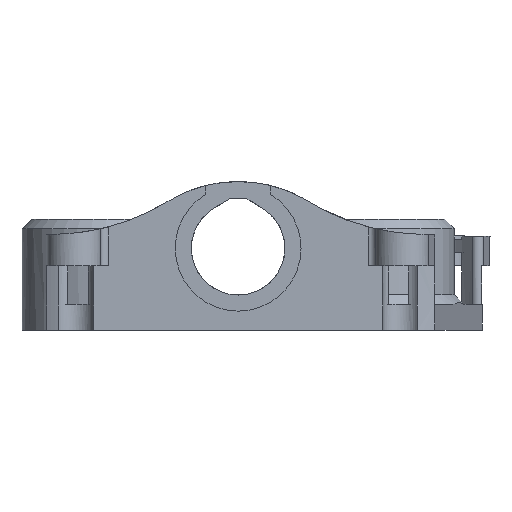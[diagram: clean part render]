
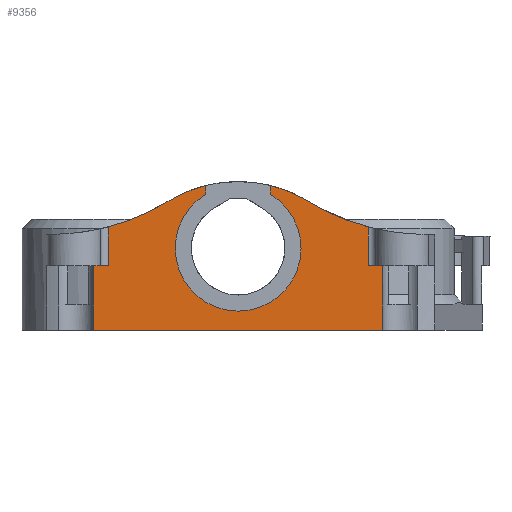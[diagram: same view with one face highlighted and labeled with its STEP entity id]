
A CAD part, front view. The second image highlights one B-rep face of the part: STEP entity #9356.
In plain terms, the highlighted planar face has unit normal (0, -1, 0).
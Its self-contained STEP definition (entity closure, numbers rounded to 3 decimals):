
#221=CIRCLE('',#9651,9.75);
#222=CIRCLE('',#9657,20.018);
#223=CIRCLE('',#9660,20.018);
#246=CIRCLE('',#9710,35.);
#247=CIRCLE('',#9723,35.);
#1691=FACE_OUTER_BOUND('',#2226,.T.);
#2226=EDGE_LOOP('',(#8552,#8553,#8554,#8555,#8556,#8557,#8558,#8559,#8560,
#8561,#8562,#8563,#8564,#8565));
#2696=LINE('',#18435,#3322);
#2822=LINE('',#20432,#3448);
#2827=LINE('',#20442,#3453);
#2868=LINE('',#20845,#3494);
#2869=LINE('',#20848,#3495);
#2870=LINE('',#20849,#3496);
#2871=LINE('',#20851,#3497);
#2872=LINE('',#20853,#3498);
#2873=LINE('',#20854,#3499);
#3322=VECTOR('',#10388,10.);
#3448=VECTOR('',#10840,10.);
#3453=VECTOR('',#10851,10.);
#3494=VECTOR('',#11046,10.);
#3495=VECTOR('',#11049,10.);
#3496=VECTOR('',#11050,10.);
#3497=VECTOR('',#11051,10.);
#3498=VECTOR('',#11052,10.);
#3499=VECTOR('',#11053,10.);
#4147=VERTEX_POINT('',#18432);
#4148=VERTEX_POINT('',#18434);
#4394=VERTEX_POINT('',#20430);
#4395=VERTEX_POINT('',#20431);
#4396=VERTEX_POINT('',#20436);
#4397=VERTEX_POINT('',#20440);
#4398=VERTEX_POINT('',#20451);
#4399=VERTEX_POINT('',#20458);
#4422=VERTEX_POINT('',#20617);
#4432=VERTEX_POINT('',#20791);
#4435=VERTEX_POINT('',#20843);
#4436=VERTEX_POINT('',#20847);
#4437=VERTEX_POINT('',#20850);
#4438=VERTEX_POINT('',#20852);
#5394=EDGE_CURVE('',#4148,#4147,#2696,.T.);
#5734=EDGE_CURVE('',#4394,#4395,#2822,.T.);
#5737=EDGE_CURVE('',#4396,#4394,#221,.T.);
#5740=EDGE_CURVE('',#4397,#4396,#2827,.T.);
#5745=EDGE_CURVE('',#4395,#4398,#222,.T.);
#5750=EDGE_CURVE('',#4399,#4397,#223,.T.);
#5804=EDGE_CURVE('',#4422,#4399,#246,.T.);
#5825=EDGE_CURVE('',#4398,#4432,#247,.T.);
#5833=EDGE_CURVE('',#4422,#4435,#2868,.T.);
#5834=EDGE_CURVE('',#4436,#4435,#2869,.T.);
#5835=EDGE_CURVE('',#4148,#4436,#2870,.T.);
#5836=EDGE_CURVE('',#4147,#4437,#2871,.T.);
#5837=EDGE_CURVE('',#4438,#4437,#2872,.T.);
#5838=EDGE_CURVE('',#4432,#4438,#2873,.T.);
#8552=ORIENTED_EDGE('',*,*,#5734,.F.);
#8553=ORIENTED_EDGE('',*,*,#5737,.F.);
#8554=ORIENTED_EDGE('',*,*,#5740,.F.);
#8555=ORIENTED_EDGE('',*,*,#5750,.F.);
#8556=ORIENTED_EDGE('',*,*,#5804,.F.);
#8557=ORIENTED_EDGE('',*,*,#5833,.T.);
#8558=ORIENTED_EDGE('',*,*,#5834,.F.);
#8559=ORIENTED_EDGE('',*,*,#5835,.F.);
#8560=ORIENTED_EDGE('',*,*,#5394,.T.);
#8561=ORIENTED_EDGE('',*,*,#5836,.T.);
#8562=ORIENTED_EDGE('',*,*,#5837,.F.);
#8563=ORIENTED_EDGE('',*,*,#5838,.F.);
#8564=ORIENTED_EDGE('',*,*,#5825,.F.);
#8565=ORIENTED_EDGE('',*,*,#5745,.F.);
#8880=PLANE('',#9730);
#9356=ADVANCED_FACE('',(#1691),#8880,.F.);
#9651=AXIS2_PLACEMENT_3D('',#20437,#10845,#10846);
#9657=AXIS2_PLACEMENT_3D('',#20452,#10864,#10865);
#9660=AXIS2_PLACEMENT_3D('',#20460,#10874,#10875);
#9710=AXIS2_PLACEMENT_3D('',#20628,#10998,#10999);
#9723=AXIS2_PLACEMENT_3D('',#20792,#11031,#11032);
#9730=AXIS2_PLACEMENT_3D('',#20846,#11047,#11048);
#10388=DIRECTION('',(1.,0.,0.));
#10840=DIRECTION('',(0.,0.,1.));
#10845=DIRECTION('center_axis',(0.,-1.,
0.));
#10846=DIRECTION('ref_axis',(1.,0.,0.));
#10851=DIRECTION('',(0.,0.,-1.));
#10864=DIRECTION('center_axis',(0.,1.,
0.));
#10865=DIRECTION('ref_axis',(0.,0.,
1.));
#10874=DIRECTION('center_axis',(0.,1.,
0.));
#10875=DIRECTION('ref_axis',(-0.523,0.,0.852));
#10998=DIRECTION('center_axis',(0.,-1.,
0.));
#10999=DIRECTION('ref_axis',(0.523,0.,-0.852));
#11031=DIRECTION('center_axis',(0.,-1.,
0.));
#11032=DIRECTION('ref_axis',(-0.057,0.,-0.998));
#11046=DIRECTION('',(0.,0.,-1.));
#11047=DIRECTION('center_axis',(0.,1.,
0.));
#11048=DIRECTION('ref_axis',(-1.,0.,0.));
#11049=DIRECTION('',(1.,0.,0.));
#11050=DIRECTION('',(0.,0.,1.));
#11051=DIRECTION('',(0.,0.,1.));
#11052=DIRECTION('',(1.,0.,0.));
#11053=DIRECTION('',(0.,0.,-1.));
#18432=CARTESIAN_POINT('',(22.4,-21.4,-42.4));
#18434=CARTESIAN_POINT('',(-22.4,-21.4,-42.4));
#18435=CARTESIAN_POINT('',(20.318,-21.4,-42.4));
#20430=CARTESIAN_POINT('',(5.,-21.4,-21.33));
#20431=CARTESIAN_POINT('',(5.,-21.4,-19.972));
#20432=CARTESIAN_POINT('',(5.,-21.4,-31.865));
#20436=CARTESIAN_POINT('',(-5.,-21.4,-21.33));
#20437=CARTESIAN_POINT('Origin',(0.,-21.4,
-29.7));
#20440=CARTESIAN_POINT('',(-5.,-21.4,-19.972));
#20442=CARTESIAN_POINT('',(-5.,-21.4,-31.151));
#20451=CARTESIAN_POINT('',(10.717,-21.4,-22.355));
#20452=CARTESIAN_POINT('Origin',(0.25,-21.4,-39.418));
#20458=CARTESIAN_POINT('',(-10.717,-21.4,-22.355));
#20460=CARTESIAN_POINT('Origin',(-0.25,-21.4,-39.418));
#20617=CARTESIAN_POINT('',(-20.135,-21.4,-26.375));
#20628=CARTESIAN_POINT('Origin',(-29.019,-21.4,7.479));
#20791=CARTESIAN_POINT('',(20.135,-21.4,-26.375));
#20792=CARTESIAN_POINT('Origin',(29.019,-21.4,7.479));
#20843=CARTESIAN_POINT('',(-20.135,-21.4,-32.4));
#20845=CARTESIAN_POINT('',(-20.135,-21.4,-42.4));
#20846=CARTESIAN_POINT('Origin',(22.4,-21.4,-42.4));
#20847=CARTESIAN_POINT('',(-22.4,-21.4,-32.4));
#20848=CARTESIAN_POINT('',(-20.135,-21.4,-32.4));
#20849=CARTESIAN_POINT('',(-22.4,-21.4,-42.4));
#20850=CARTESIAN_POINT('',(22.4,-21.4,-32.4));
#20851=CARTESIAN_POINT('',(22.4,-21.4,-42.4));
#20852=CARTESIAN_POINT('',(20.135,-21.4,-32.4));
#20853=CARTESIAN_POINT('',(20.135,-21.4,-32.4));
#20854=CARTESIAN_POINT('',(20.135,-21.4,-42.4));
